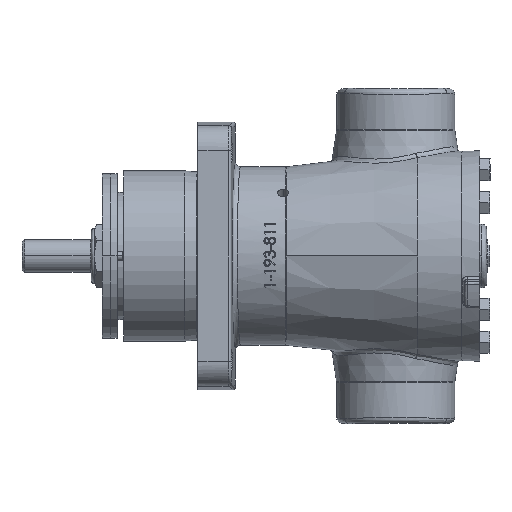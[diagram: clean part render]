
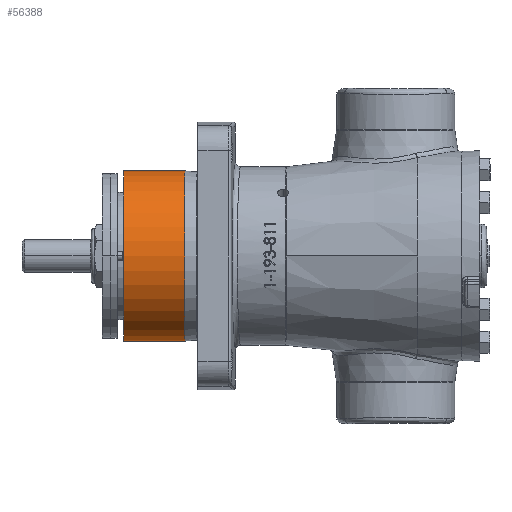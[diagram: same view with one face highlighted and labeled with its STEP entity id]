
A CAD part, front view. The second image highlights one B-rep face of the part: STEP entity #56388.
In plain terms, the highlighted cylindrical face has radius 49.2 mm (diameter 98.4 mm), a partial arc.
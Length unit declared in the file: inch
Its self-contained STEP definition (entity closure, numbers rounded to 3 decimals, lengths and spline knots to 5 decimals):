
#413 = CARTESIAN_POINT ( 'NONE',  ( -6.3, 0., -1.937 ) ) ;
#3677 = DIRECTION ( 'NONE',  ( 1., 0., 0. ) ) ;
#4892 = VERTEX_POINT ( 'NONE', #56140 ) ;
#6596 = EDGE_CURVE ( 'NONE', #38204, #11536, #31510, .T. ) ;
#7125 = CARTESIAN_POINT ( 'NONE',  ( -8.36483, 0., 0. ) ) ;
#7375 = CARTESIAN_POINT ( 'NONE',  ( -7.69, 0., 0. ) ) ;
#8322 = VECTOR ( 'NONE', #52460, 39.37008 ) ;
#10607 = ORIENTED_EDGE ( 'NONE', *, *, #30786, .F. ) ;
#11536 = VERTEX_POINT ( 'NONE', #19934 ) ;
#12399 = AXIS2_PLACEMENT_3D ( 'NONE', #7375, #42866, #12526 ) ;
#12526 = DIRECTION ( 'NONE',  ( 0., 0., 1. ) ) ;
#15530 = CIRCLE ( 'NONE', #32107, 1.937 ) ;
#19934 = CARTESIAN_POINT ( 'NONE',  ( -7.69, 0., 1.937 ) ) ;
#21456 = ORIENTED_EDGE ( 'NONE', *, *, #6596, .T. ) ;
#24414 = VERTEX_POINT ( 'NONE', #413 ) ;
#30539 = LINE ( 'NONE', #32477, #8322 ) ;
#30786 = EDGE_CURVE ( 'NONE', #24414, #4892, #30539, .T. ) ;
#31442 = CARTESIAN_POINT ( 'NONE',  ( -6.3, 0., 1.937 ) ) ;
#31510 = LINE ( 'NONE', #54940, #41855 ) ;
#32107 = AXIS2_PLACEMENT_3D ( 'NONE', #34036, #3677, #39165 ) ;
#32477 = CARTESIAN_POINT ( 'NONE',  ( -8.36483, 0., -1.937 ) ) ;
#33168 = EDGE_CURVE ( 'NONE', #11536, #4892, #55692, .T. ) ;
#34036 = CARTESIAN_POINT ( 'NONE',  ( -6.3, 0., 0. ) ) ;
#37531 = DIRECTION ( 'NONE',  ( -1., 0., 0. ) ) ;
#38204 = VERTEX_POINT ( 'NONE', #31442 ) ;
#39165 = DIRECTION ( 'NONE',  ( 0., 0., 1. ) ) ;
#39310 = ORIENTED_EDGE ( 'NONE', *, *, #33168, .T. ) ;
#41456 = EDGE_CURVE ( 'NONE', #38204, #24414, #15530, .T. ) ;
#41855 = VECTOR ( 'NONE', #60056, 39.37008 ) ;
#42395 = EDGE_LOOP ( 'NONE', ( #10607, #58373, #21456, #39310 ) ) ;
#42866 = DIRECTION ( 'NONE',  ( 1., 0., 0. ) ) ;
#45959 = CYLINDRICAL_SURFACE ( 'NONE', #57056, 1.937 ) ;
#52460 = DIRECTION ( 'NONE',  ( -1., 0., 0. ) ) ;
#54940 = CARTESIAN_POINT ( 'NONE',  ( -8.36483, 0., 1.937 ) ) ;
#55692 = CIRCLE ( 'NONE', #12399, 1.937 ) ;
#56140 = CARTESIAN_POINT ( 'NONE',  ( -7.69, 0., -1.937 ) ) ;
#56388 = ADVANCED_FACE ( 'NONE', ( #65842 ), #45959, .T. ) ;
#57056 = AXIS2_PLACEMENT_3D ( 'NONE', #7125, #37531, #63741 ) ;
#58373 = ORIENTED_EDGE ( 'NONE', *, *, #41456, .F. ) ;
#60056 = DIRECTION ( 'NONE',  ( -1., 0., 0. ) ) ;
#63741 = DIRECTION ( 'NONE',  ( 0., 0., 1. ) ) ;
#65842 = FACE_OUTER_BOUND ( 'NONE', #42395, .T. ) ;
